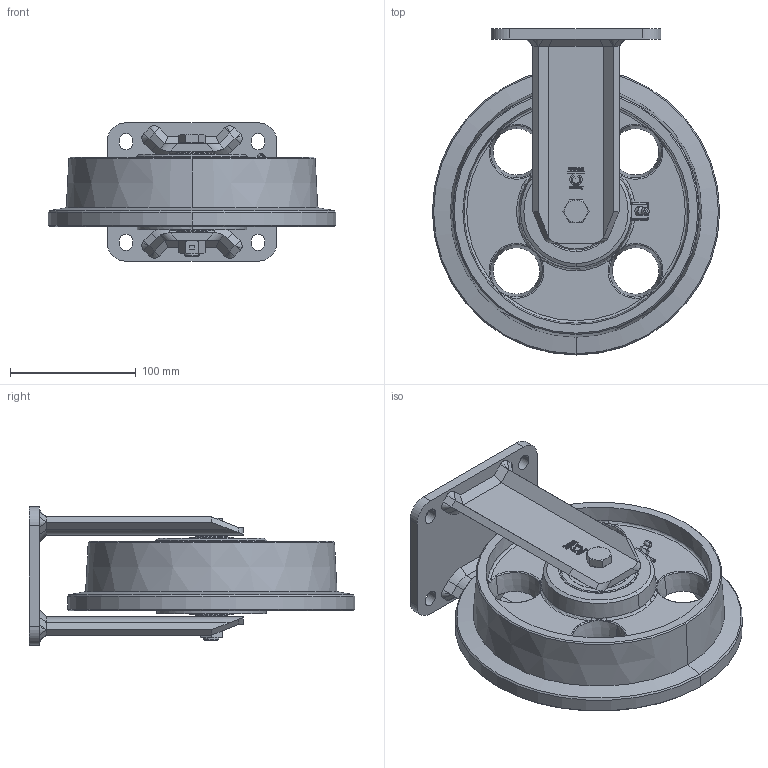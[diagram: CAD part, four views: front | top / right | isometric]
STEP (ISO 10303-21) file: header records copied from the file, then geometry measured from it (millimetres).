
FILE_DESCRIPTION (( 'STEP AP214' ), '1' );
FILE_NAME ('0015388_B-HB-SPG-200-K_(A-01).step', '2019-09-24T13:44:16', ( '' ), ( '' ), 'SwSTEP 2.0', 'SolidWorks 2018', '' );
FILE_SCHEMA (( 'AUTOMOTIVE_DESIGN' ));
Length unit declared in the file: millimetre
Products named in the file (1): 0015388_B-HB-SPG-200-K_(A-01)
Bounding box: 228.5 x 259.25 x 110 mm (x, y, z)
Volume: 1308707.9 mm3; surface area: 296891 mm2
Topology: 20 solids, 20 shells, 950 faces, 2390 edges, 1521 vertices
Faces by surface type: plane 423, bspline 256, cylinder 126, torus 81, cone 62, sphere 2
Entity records: 44992 total; most frequent: CARTESIAN_POINT 13024, ORIENTED_EDGE 4758, DIRECTION 3731, EDGE_CURVE 2379, VERTEX_POINT 1520, VECTOR 1293, LINE 1293, AXIS2_PLACEMENT_3D 1219
